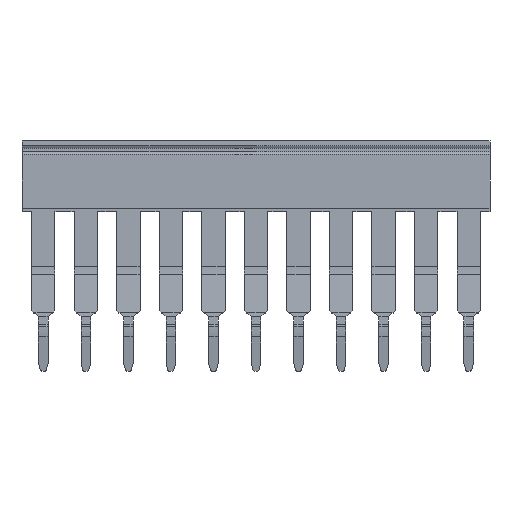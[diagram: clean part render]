
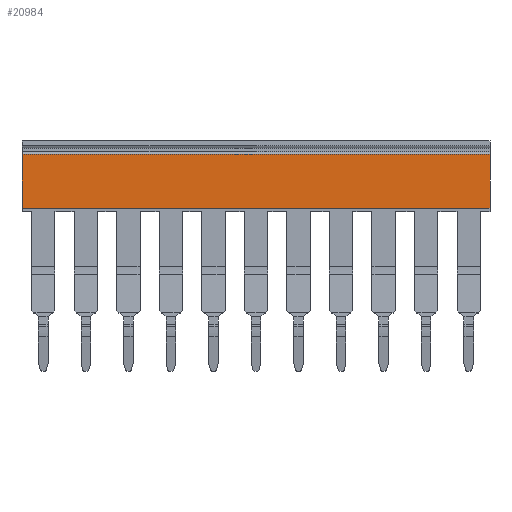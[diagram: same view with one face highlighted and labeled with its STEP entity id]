
A CAD part, front view. The second image highlights one B-rep face of the part: STEP entity #20984.
In plain terms, the highlighted planar face has unit normal (0, -1, 0).
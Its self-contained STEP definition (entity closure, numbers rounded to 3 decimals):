
#20958=AXIS2_PLACEMENT_3D('Plane Axis2P3D',#20955,#20956,#20957) ;
#20871=CARTESIAN_POINT('Vertex',(0.,0.4,19.512)) ;
#20874=CARTESIAN_POINT('Line Origine',(0.,0.4,21.762)) ;
#20878=CARTESIAN_POINT('Vertex',(0.,0.4,24.012)) ;
#20909=CARTESIAN_POINT('Vertex',(56.1,0.4,19.512)) ;
#20912=CARTESIAN_POINT('Line Origine',(28.05,0.4,19.512)) ;
#20940=CARTESIAN_POINT('Vertex',(56.1,0.4,24.012)) ;
#20943=CARTESIAN_POINT('Line Origine',(56.1,0.4,21.762)) ;
#20955=CARTESIAN_POINT('Axis2P3D Location',(2.55,0.4,5.622)) ;
#20961=CARTESIAN_POINT('Control Point',(56.1,0.4,26.012)) ;
#20962=CARTESIAN_POINT('Control Point',(56.1,0.4,24.012)) ;
#20963=CARTESIAN_POINT('Vertex',(56.1,0.4,26.012)) ;
#20967=CARTESIAN_POINT('Control Point',(0.,0.4,26.012)) ;
#20968=CARTESIAN_POINT('Control Point',(56.1,0.4,26.012)) ;
#20969=CARTESIAN_POINT('Vertex',(0.,0.4,26.012)) ;
#20973=CARTESIAN_POINT('Control Point',(0.,0.4,24.012)) ;
#20974=CARTESIAN_POINT('Control Point',(0.,0.4,26.012)) ;
#20875=DIRECTION('Vector Direction',(0.,0.,1.)) ;
#20913=DIRECTION('Vector Direction',(-1.,0.,0.)) ;
#20944=DIRECTION('Vector Direction',(0.,0.,-1.)) ;
#20956=DIRECTION('Axis2P3D Direction',(0.,-1.,0.)) ;
#20957=DIRECTION('Axis2P3D XDirection',(0.,0.,1.)) ;
#20876=VECTOR('Line Direction',#20875,1.) ;
#20914=VECTOR('Line Direction',#20913,1.) ;
#20945=VECTOR('Line Direction',#20944,1.) ;
#20977=ORIENTED_EDGE('',*,*,#20965,.T.) ;
#20978=ORIENTED_EDGE('',*,*,#20971,.T.) ;
#20979=ORIENTED_EDGE('',*,*,#20975,.T.) ;
#20980=ORIENTED_EDGE('',*,*,#20880,.T.) ;
#20981=ORIENTED_EDGE('',*,*,#20916,.T.) ;
#20982=ORIENTED_EDGE('',*,*,#20947,.T.) ;
#20984=ADVANCED_FACE('Kunststoff',(#20983),#20959,.T.) ;
#20960=B_SPLINE_CURVE_WITH_KNOTS('',1,(#20961,#20962),.UNSPECIFIED.,.F.,.U.,(2,2),(0.,2.),.UNSPECIFIED.) ;
#20966=B_SPLINE_CURVE_WITH_KNOTS('',1,(#20967,#20968),.UNSPECIFIED.,.F.,.U.,(2,2),(0.,56.1),.UNSPECIFIED.) ;
#20972=B_SPLINE_CURVE_WITH_KNOTS('',1,(#20973,#20974),.UNSPECIFIED.,.F.,.U.,(2,2),(0.,2.),.UNSPECIFIED.) ;
#20880=EDGE_CURVE('',#20879,#20872,#20877,.F.) ;
#20916=EDGE_CURVE('',#20872,#20910,#20915,.F.) ;
#20947=EDGE_CURVE('',#20910,#20941,#20946,.F.) ;
#20965=EDGE_CURVE('',#20941,#20964,#20960,.F.) ;
#20971=EDGE_CURVE('',#20964,#20970,#20966,.F.) ;
#20975=EDGE_CURVE('',#20970,#20879,#20972,.F.) ;
#20976=EDGE_LOOP('',(#20977,#20978,#20979,#20980,#20981,#20982)) ;
#20983=FACE_OUTER_BOUND('',#20976,.T.) ;
#20877=LINE('Line',#20874,#20876) ;
#20915=LINE('Line',#20912,#20914) ;
#20946=LINE('Line',#20943,#20945) ;
#20959=PLANE('',#20958) ;
#20872=VERTEX_POINT('',#20871) ;
#20879=VERTEX_POINT('',#20878) ;
#20910=VERTEX_POINT('',#20909) ;
#20941=VERTEX_POINT('',#20940) ;
#20964=VERTEX_POINT('',#20963) ;
#20970=VERTEX_POINT('',#20969) ;
